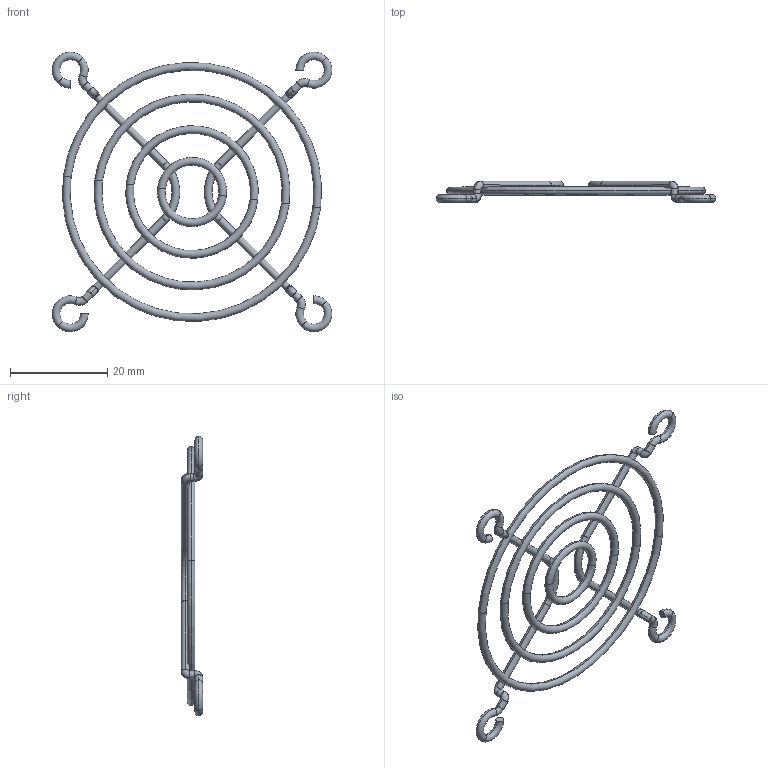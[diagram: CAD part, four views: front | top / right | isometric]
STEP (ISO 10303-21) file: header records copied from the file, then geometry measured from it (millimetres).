
FILE_DESCRIPTION (( 'STEP AP203' ), '1' );
FILE_NAME ('G60-4.stp', '2022-02-07T17:00:31', ( '' ), ( '' ), 'SwSTEP 2.0', 'SolidWorks 2018', '' );
FILE_SCHEMA (( 'CONFIG_CONTROL_DESIGN' ));
Length unit declared in the file: millimetre
Products named in the file (1): G60-4
Bounding box: 57.36 x 4.39 x 57.38 mm (x, y, z)
Volume: 1194.5 mm3; surface area: 3000.2 mm2
Topology: 6 solids, 6 shells, 92 faces, 204 edges, 116 vertices
Faces by surface type: torus 64, cylinder 24, plane 4
Entity records: 2671 total; most frequent: DIRECTION 570, CARTESIAN_POINT 413, ORIENTED_EDGE 408, AXIS2_PLACEMENT_3D 273, EDGE_CURVE 204, CIRCLE 180, VERTEX_POINT 116, EDGE_LOOP 92
